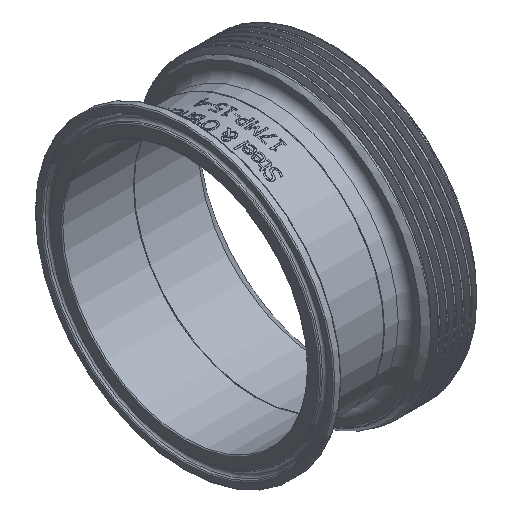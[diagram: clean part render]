
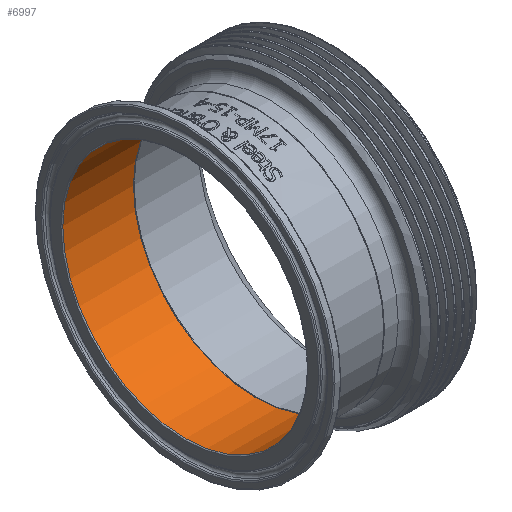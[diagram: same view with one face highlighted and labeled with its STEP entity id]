
A CAD part, isometric view. The second image highlights one B-rep face of the part: STEP entity #6997.
In plain terms, the highlighted cylindrical face has radius 48.692 mm (diameter 97.384 mm), a full revolution.
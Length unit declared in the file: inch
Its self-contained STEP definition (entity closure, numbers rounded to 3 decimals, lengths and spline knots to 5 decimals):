
#473=CYLINDRICAL_SURFACE('',#7470,1.917);
#840=FACE_OUTER_BOUND('',#1255,.T.);
#1255=EDGE_LOOP('',(#6513,#6514,#6515,#6516,#6517,#6518,#6519,#6520));
#1462=CIRCLE('',#7466,1.917);
#1463=CIRCLE('',#7467,1.917);
#1465=CIRCLE('',#7469,1.917);
#1466=CIRCLE('',#7471,1.917);
#1467=CIRCLE('',#7472,1.917);
#1468=CIRCLE('',#7473,1.917);
#2293=LINE('',#19474,#2752);
#2752=VECTOR('',#8861,1.917);
#3429=VERTEX_POINT('',#19465);
#3430=VERTEX_POINT('',#19466);
#3431=VERTEX_POINT('',#19468);
#3432=VERTEX_POINT('',#19473);
#3433=VERTEX_POINT('',#19475);
#3434=VERTEX_POINT('',#19477);
#4468=EDGE_CURVE('',#3429,#3430,#1462,.T.);
#4469=EDGE_CURVE('',#3430,#3431,#1463,.T.);
#4471=EDGE_CURVE('',#3431,#3429,#1465,.T.);
#4472=EDGE_CURVE('',#3430,#3432,#2293,.T.);
#4473=EDGE_CURVE('',#3433,#3432,#1466,.T.);
#4474=EDGE_CURVE('',#3434,#3433,#1467,.T.);
#4475=EDGE_CURVE('',#3432,#3434,#1468,.T.);
#6513=ORIENTED_EDGE('',*,*,#4468,.F.);
#6514=ORIENTED_EDGE('',*,*,#4471,.F.);
#6515=ORIENTED_EDGE('',*,*,#4469,.F.);
#6516=ORIENTED_EDGE('',*,*,#4472,.T.);
#6517=ORIENTED_EDGE('',*,*,#4473,.F.);
#6518=ORIENTED_EDGE('',*,*,#4474,.F.);
#6519=ORIENTED_EDGE('',*,*,#4475,.F.);
#6520=ORIENTED_EDGE('',*,*,#4472,.F.);
#6997=ADVANCED_FACE('',(#840),#473,.F.);
#7466=AXIS2_PLACEMENT_3D('',#19467,#8851,#8852);
#7467=AXIS2_PLACEMENT_3D('',#19469,#8853,#8854);
#7469=AXIS2_PLACEMENT_3D('',#19471,#8857,#8858);
#7470=AXIS2_PLACEMENT_3D('',#19472,#8859,#8860);
#7471=AXIS2_PLACEMENT_3D('',#19476,#8862,#8863);
#7472=AXIS2_PLACEMENT_3D('',#19478,#8864,#8865);
#7473=AXIS2_PLACEMENT_3D('',#19479,#8866,#8867);
#8851=DIRECTION('center_axis',(-1.,0.,0.));
#8852=DIRECTION('ref_axis',(0.,-1.,0.));
#8853=DIRECTION('center_axis',(-1.,0.,0.));
#8854=DIRECTION('ref_axis',(0.,-1.,0.));
#8857=DIRECTION('center_axis',(-1.,0.,0.));
#8858=DIRECTION('ref_axis',(0.,-1.,0.));
#8859=DIRECTION('center_axis',(1.,0.,0.));
#8860=DIRECTION('ref_axis',(0.,1.,0.));
#8861=DIRECTION('',(-1.,0.,0.));
#8862=DIRECTION('center_axis',(1.,0.,0.));
#8863=DIRECTION('ref_axis',(0.,-1.,0.));
#8864=DIRECTION('center_axis',(1.,0.,0.));
#8865=DIRECTION('ref_axis',(0.,-1.,0.));
#8866=DIRECTION('center_axis',(1.,0.,0.));
#8867=DIRECTION('ref_axis',(0.,-1.,0.));
#19465=CARTESIAN_POINT('',(1.12,1.917,0.));
#19466=CARTESIAN_POINT('',(1.12,-1.917,0.));
#19467=CARTESIAN_POINT('Origin',(1.12,0.,0.));
#19468=CARTESIAN_POINT('',(1.12,0.,1.917));
#19469=CARTESIAN_POINT('Origin',(1.12,0.,0.));
#19471=CARTESIAN_POINT('Origin',(1.12,0.,0.));
#19472=CARTESIAN_POINT('Origin',(0.578,0.,0.));
#19473=CARTESIAN_POINT('',(0.015,-1.917,0.));
#19474=CARTESIAN_POINT('',(0.578,-1.917,0.));
#19475=CARTESIAN_POINT('',(0.015,0.,1.917));
#19476=CARTESIAN_POINT('Origin',(0.015,0.,0.));
#19477=CARTESIAN_POINT('',(0.015,1.917,0.));
#19478=CARTESIAN_POINT('Origin',(0.015,0.,0.));
#19479=CARTESIAN_POINT('Origin',(0.015,0.,0.));
